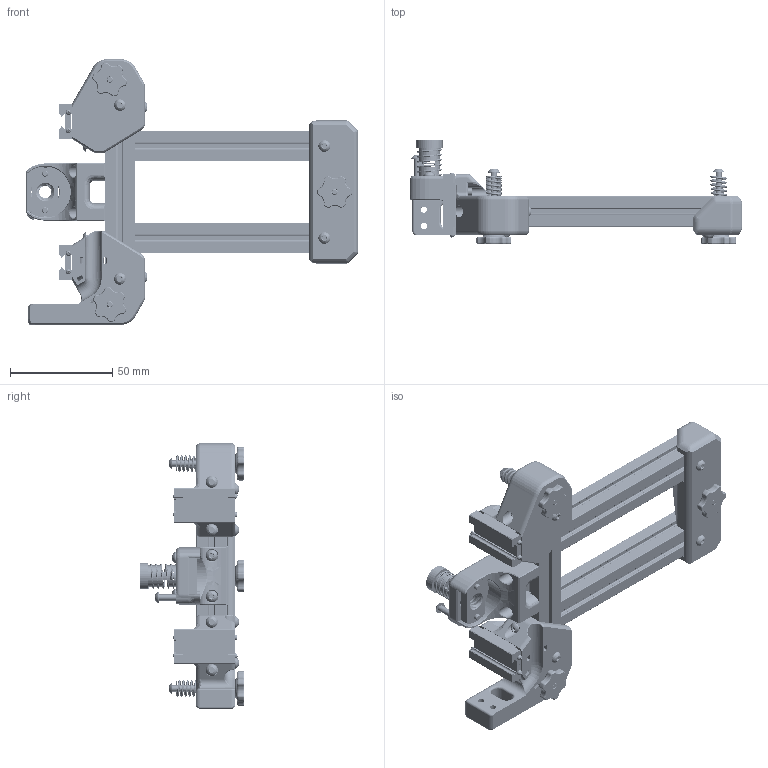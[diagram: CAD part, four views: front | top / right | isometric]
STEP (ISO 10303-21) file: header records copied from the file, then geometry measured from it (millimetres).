
FILE_DESCRIPTION(/* description */ (''),/* implementation_level */ '2;1');
FILE_NAME(/* name */ 'Z_Bed v4.step',/* time_stamp */ '2021-12-21T11:24:37+01:00',/* author */ (''),/* organization */ (''),/* preprocessor_version */ 'ST-DEVELOPER v18.1',/* originating_system */ 'Autodesk Translation Framework v10.10.0.1391',/* authorisation */ '');
FILE_SCHEMA (('AUTOMOTIVE_DESIGN { 1 0 10303 214 3 1 1 }'));
Products named in the file (17): Z_Bed; Front_Bed_Mount; Rear_Bed_Mount_Left; Rear_Bed_Mount_Right; t8 nut block-1; 1515 - 100mm-1; TR8_8_Antibacklash_Nut; Thumb_Nut; M3x8 BHCS-1; M3x35 BHCS-1; M3 Threaded Insert; MGN7-H-1; M3x12 BHCS; 1515 - 100mm; yellow dia spring; M2x8 SHCS-1; lgx lite offset spacers
Assembly tree (52 placements, depth 2):
  Z_Bed
    Front_Bed_Mount
    Rear_Bed_Mount_Left
    Rear_Bed_Mount_Right
    Thumb_Nut  x3
    M3x8 BHCS-1  x8
    M3x35 BHCS-1  x3
    M3 Threaded Insert  x5
    MGN7-H-1  x2
    M3x12 BHCS  x11
    t8 nut block-1
    1515 - 100mm-1
    1515 - 100mm  x2
    yellow dia spring  x3
    M2x8 SHCS-1  x8
    TR8_8_Antibacklash_Nut
    lgx lite offset spacers
Bounding box: 162.4 x 51.2 x 130 mm (x, y, z)
Volume: 118261.6 mm3; surface area: 96421.9 mm2
Topology: 69 solids, 69 shells, 3858 faces, 9759 edges, 6131 vertices
Faces by surface type: plane 1161, cylinder 1031, bspline 889, cone 561, torus 113, sphere 103
Full cylindrical faces by diameter (mm): 0.8 x6, 2 x18, 2.4 x8, 2.55 x17, 2.659 x4, 3 x32, 3.4 x17, 3.8 x8, 4.2 x4, 4.5 x3, 4.7 x2, 5.05 x5, 5.16 x5, 5.56 x5, 5.7 x22, 5.8 x2, 6 x5, 6.2 x2, 8 x4, 10.3 x2, 13 x1
Entity records: 165194 total; most frequent: CARTESIAN_POINT 120599, ORIENTED_EDGE 9452, DIRECTION 9046, EDGE_CURVE 4726, AXIS2_PLACEMENT_3D 3325, VERTEX_POINT 2953, LINE 2396, VECTOR 2396
